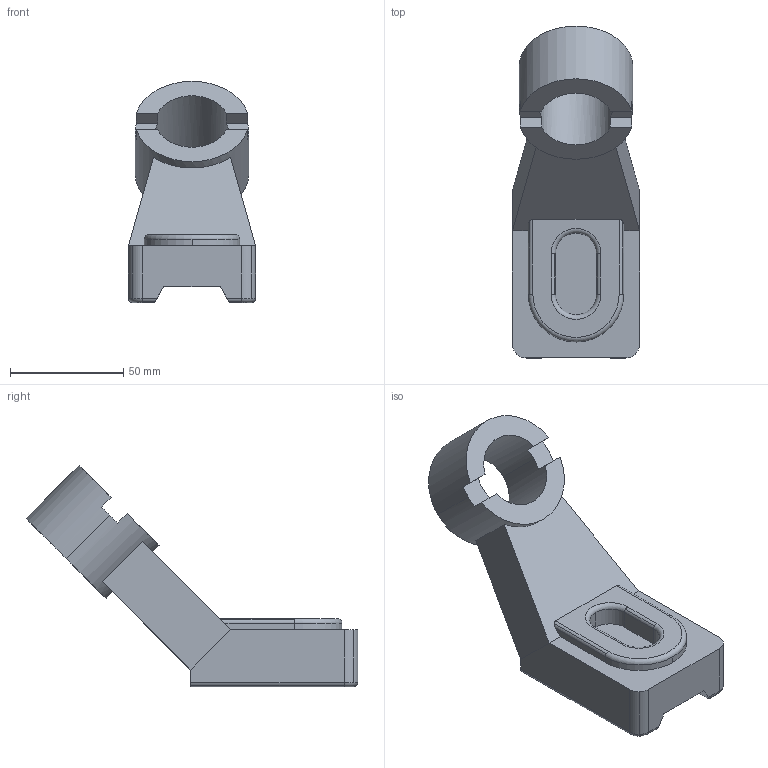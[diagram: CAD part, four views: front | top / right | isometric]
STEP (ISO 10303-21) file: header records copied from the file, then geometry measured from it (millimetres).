
FILE_DESCRIPTION(('produced by SPATIAL CORP'),'2;1');
FILE_NAME('mycami2.hh.sat.stp', '2002-04-22T18:06:14+00:00',('SPATIAL CORP'),('SPATIAL CORP'), 'ACIS STEP Husk','http://www.spatial.com','SPATIAL CORP');
FILE_SCHEMA(('CONFIG_CONTROL_DESIGN'));
Length unit declared in the file: millimetre
Products named in the file (1): PRODUCT_ID_1
Bounding box: 56 x 146.18 x 97.51 mm (x, y, z)
Volume: 178164.3 mm3; surface area: 30947.3 mm2
Topology: 1 solids, 1 shells, 64 faces, 169 edges, 108 vertices
Faces by surface type: cylinder 30, plane 29, torus 5
Entity records: 1836 total; most frequent: ORIENTED_EDGE 338, CARTESIAN_POINT 290, DIRECTION 276, EDGE_CURVE 169, VERTEX_POINT 108, AXIS2_PLACEMENT_3D 94, VECTOR 88, LINE 88
